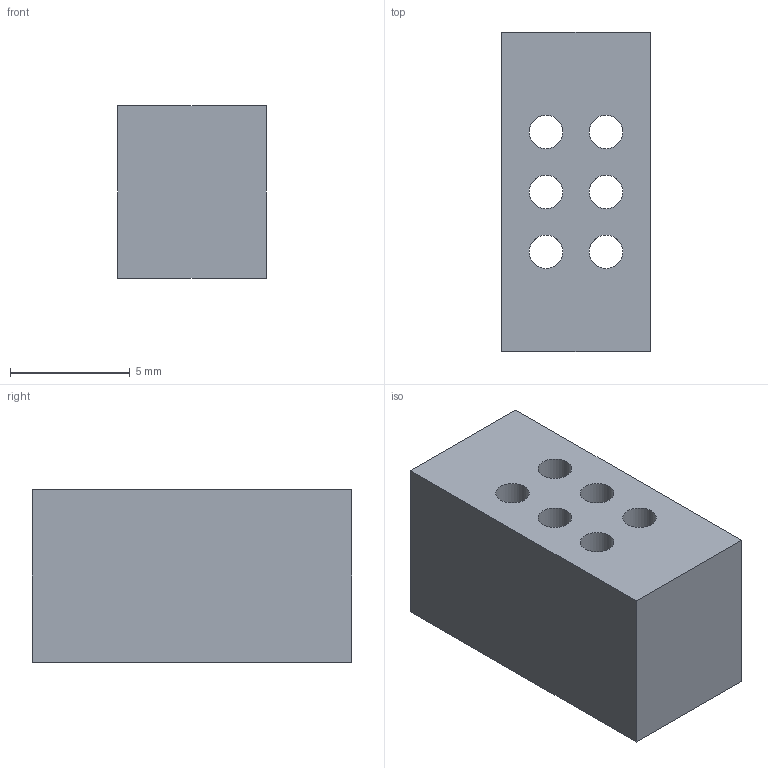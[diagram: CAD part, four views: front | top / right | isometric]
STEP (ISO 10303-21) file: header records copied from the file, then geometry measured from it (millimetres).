
FILE_DESCRIPTION(('Open CASCADE Model'),'2;1');
FILE_NAME('Open CASCADE Shape Model','2024-10-24T23:04:43',('Author'),( 'Open CASCADE'),'Open CASCADE STEP processor 7.7','Open CASCADE 7.7' ,'Unknown');
FILE_SCHEMA(('AUTOMOTIVE_DESIGN { 1 0 10303 214 1 1 1 1 }'));
Length unit declared in the file: millimetre
Products named in the file (1): COMPOUND
Bounding box: 6.2 x 13.3 x 7.2 mm (x, y, z)
Volume: 514.9 mm3; surface area: 633.3 mm2
Topology: 1 solids, 1 shells, 36 faces, 66 edges, 44 vertices
Faces by surface type: plane 18, cylinder 18
Full cylindrical faces by diameter (mm): 1.4 x6, 1.5 x6, 2 x6
Entity records: 1798 total; most frequent: DIRECTION 308, CARTESIAN_POINT 279, ORIENTED_EDGE 132, PCURVE 132, DEFINITIONAL_REPRESENTATION 132, LINE 126, VECTOR 126, AXIS2_PLACEMENT_3D 73
